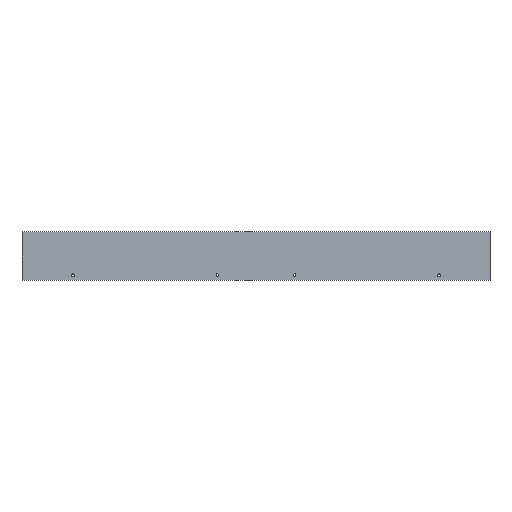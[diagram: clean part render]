
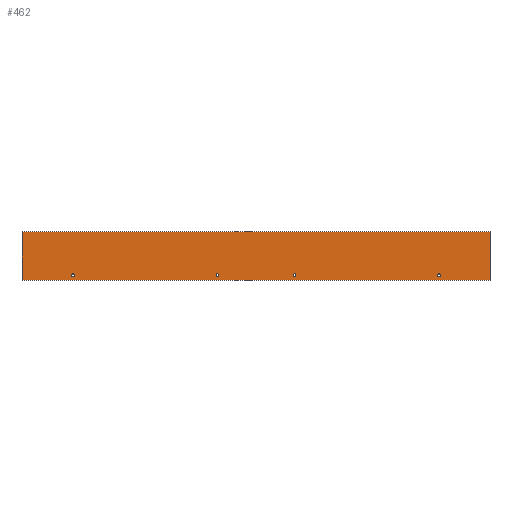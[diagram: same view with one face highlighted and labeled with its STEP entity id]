
A CAD part, top view. The second image highlights one B-rep face of the part: STEP entity #462.
In plain terms, the highlighted planar face has unit normal (0, 0, 1).
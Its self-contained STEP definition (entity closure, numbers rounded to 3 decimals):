
#1 = CARTESIAN_POINT ( 'NONE',  ( -191.5, -20., 3. ) ) ;
#2 = AXIS2_PLACEMENT_3D ( 'NONE', #172, #153, #146 ) ;
#10 = AXIS2_PLACEMENT_3D ( 'NONE', #322, #198, #316 ) ;
#16 = CIRCLE ( 'NONE', #367, 1.5 ) ;
#20 = CARTESIAN_POINT ( 'NONE',  ( 188.5, -20., 3. ) ) ;
#27 = CARTESIAN_POINT ( 'NONE',  ( -243., -25., 3. ) ) ;
#31 = VERTEX_POINT ( 'NONE', #1 ) ;
#33 = AXIS2_PLACEMENT_3D ( 'NONE', #209, #253, #260 ) ;
#36 = DIRECTION ( 'NONE',  ( 0., 0., 1. ) ) ;
#43 = VERTEX_POINT ( 'NONE', #274 ) ;
#51 = LINE ( 'NONE', #81, #291 ) ;
#60 = VERTEX_POINT ( 'NONE', #20 ) ;
#70 = CARTESIAN_POINT ( 'NONE',  ( 243., -25., 3. ) ) ;
#71 = DIRECTION ( 'NONE',  ( 0., 0., 1. ) ) ;
#75 = VERTEX_POINT ( 'NONE', #114 ) ;
#77 = CARTESIAN_POINT ( 'NONE',  ( -38.5, -20., 3. ) ) ;
#81 = CARTESIAN_POINT ( 'NONE',  ( 243., -25., 3. ) ) ;
#89 = DIRECTION ( 'NONE',  ( 0., 0., 1. ) ) ;
#93 = FACE_OUTER_BOUND ( 'NONE', #200, .T. ) ;
#94 = CIRCLE ( 'NONE', #2, 1.5 ) ;
#110 = CARTESIAN_POINT ( 'NONE',  ( -190., -20., 3. ) ) ;
#114 = CARTESIAN_POINT ( 'NONE',  ( 41.5, -20., 3. ) ) ;
#117 = VERTEX_POINT ( 'NONE', #240 ) ;
#137 = VERTEX_POINT ( 'NONE', #149 ) ;
#139 = CARTESIAN_POINT ( 'NONE',  ( -40., -20., 3. ) ) ;
#140 = AXIS2_PLACEMENT_3D ( 'NONE', #213, #418, #411 ) ;
#146 = DIRECTION ( 'NONE',  ( 1., 0., 0. ) ) ;
#147 = DIRECTION ( 'NONE',  ( 1., 0., 0. ) ) ;
#149 = CARTESIAN_POINT ( 'NONE',  ( -188.5, -20., 3. ) ) ;
#153 = DIRECTION ( 'NONE',  ( 0., 0., 1. ) ) ;
#154 = DIRECTION ( 'NONE',  ( 0., -1., 0. ) ) ;
#156 = ORIENTED_EDGE ( 'NONE', *, *, #279, .F. ) ;
#157 = ORIENTED_EDGE ( 'NONE', *, *, #346, .F. ) ;
#160 = EDGE_LOOP ( 'NONE', ( #403, #412 ) ) ;
#168 = CIRCLE ( 'NONE', #33, 1.5 ) ;
#172 = CARTESIAN_POINT ( 'NONE',  ( 190., -20., 3. ) ) ;
#182 = CARTESIAN_POINT ( 'NONE',  ( 40., -20., 3. ) ) ;
#185 = CIRCLE ( 'NONE', #466, 1.5 ) ;
#192 = DIRECTION ( 'NONE',  ( 1., 0., 0. ) ) ;
#198 = DIRECTION ( 'NONE',  ( 0., 0., 1. ) ) ;
#200 = EDGE_LOOP ( 'NONE', ( #413, #366, #373, #374 ) ) ;
#202 = FACE_BOUND ( 'NONE', #342, .T. ) ;
#208 = LINE ( 'NONE', #247, #215 ) ;
#209 = CARTESIAN_POINT ( 'NONE',  ( 40., -20., 3. ) ) ;
#213 = CARTESIAN_POINT ( 'NONE',  ( 0., 0., 3. ) ) ;
#215 = VECTOR ( 'NONE', #490, 1000. ) ;
#219 = CARTESIAN_POINT ( 'NONE',  ( -243., -25., 3. ) ) ;
#223 = CIRCLE ( 'NONE', #317, 1.5 ) ;
#226 = VERTEX_POINT ( 'NONE', #245 ) ;
#230 = LINE ( 'NONE', #360, #321 ) ;
#235 = VERTEX_POINT ( 'NONE', #27 ) ;
#240 = CARTESIAN_POINT ( 'NONE',  ( -243., 25., 3. ) ) ;
#244 = DIRECTION ( 'NONE',  ( 1., 0., 0. ) ) ;
#245 = CARTESIAN_POINT ( 'NONE',  ( 243., 25., 3. ) ) ;
#246 = EDGE_CURVE ( 'NONE', #235, #488, #51, .T. ) ;
#247 = CARTESIAN_POINT ( 'NONE',  ( 243., -25., 3. ) ) ;
#253 = DIRECTION ( 'NONE',  ( 0., 0., 1. ) ) ;
#260 = DIRECTION ( 'NONE',  ( 1., 0., 0. ) ) ;
#269 = AXIS2_PLACEMENT_3D ( 'NONE', #139, #353, #435 ) ;
#274 = CARTESIAN_POINT ( 'NONE',  ( 38.5, -20., 3. ) ) ;
#277 = CARTESIAN_POINT ( 'NONE',  ( 190., -20., 3. ) ) ;
#279 = EDGE_CURVE ( 'NONE', #43, #75, #168, .T. ) ;
#281 = FACE_BOUND ( 'NONE', #414, .T. ) ;
#285 = DIRECTION ( 'NONE',  ( 1., 0., 0. ) ) ;
#288 = FACE_BOUND ( 'NONE', #407, .T. ) ;
#291 = VECTOR ( 'NONE', #147, 1000. ) ;
#297 = CIRCLE ( 'NONE', #269, 1.5 ) ;
#298 = EDGE_CURVE ( 'NONE', #409, #60, #94, .T. ) ;
#301 = CARTESIAN_POINT ( 'NONE',  ( -40., -20., 3. ) ) ;
#302 = EDGE_CURVE ( 'NONE', #457, #494, #185, .T. ) ;
#309 = CIRCLE ( 'NONE', #484, 1.5 ) ;
#312 = EDGE_CURVE ( 'NONE', #226, #117, #230, .T. ) ;
#316 = DIRECTION ( 'NONE',  ( 1., 0., 0. ) ) ;
#317 = AXIS2_PLACEMENT_3D ( 'NONE', #277, #465, #285 ) ;
#318 = DIRECTION ( 'NONE',  ( 1., 0., 0. ) ) ;
#321 = VECTOR ( 'NONE', #474, 1000. ) ;
#322 = CARTESIAN_POINT ( 'NONE',  ( -190., -20., 3. ) ) ;
#323 = EDGE_CURVE ( 'NONE', #31, #137, #397, .T. ) ;
#342 = EDGE_LOOP ( 'NONE', ( #479, #467 ) ) ;
#346 = EDGE_CURVE ( 'NONE', #75, #43, #309, .T. ) ;
#353 = DIRECTION ( 'NONE',  ( 0., 0., 1. ) ) ;
#360 = CARTESIAN_POINT ( 'NONE',  ( 243., 25., 3. ) ) ;
#362 = EDGE_CURVE ( 'NONE', #137, #31, #16, .T. ) ;
#365 = EDGE_CURVE ( 'NONE', #117, #235, #410, .T. ) ;
#366 = ORIENTED_EDGE ( 'NONE', *, *, #246, .T. ) ;
#367 = AXIS2_PLACEMENT_3D ( 'NONE', #110, #36, #244 ) ;
#372 = EDGE_CURVE ( 'NONE', #60, #409, #223, .T. ) ;
#373 = ORIENTED_EDGE ( 'NONE', *, *, #376, .T. ) ;
#374 = ORIENTED_EDGE ( 'NONE', *, *, #312, .T. ) ;
#376 = EDGE_CURVE ( 'NONE', #488, #226, #208, .T. ) ;
#379 = ORIENTED_EDGE ( 'NONE', *, *, #302, .F. ) ;
#381 = EDGE_CURVE ( 'NONE', #494, #457, #297, .T. ) ;
#384 = FACE_BOUND ( 'NONE', #160, .T. ) ;
#397 = CIRCLE ( 'NONE', #10, 1.5 ) ;
#403 = ORIENTED_EDGE ( 'NONE', *, *, #323, .F. ) ;
#405 = PLANE ( 'NONE',  #140 ) ;
#406 = VECTOR ( 'NONE', #154, 1000. ) ;
#407 = EDGE_LOOP ( 'NONE', ( #379, #428 ) ) ;
#409 = VERTEX_POINT ( 'NONE', #477 ) ;
#410 = LINE ( 'NONE', #219, #406 ) ;
#411 = DIRECTION ( 'NONE',  ( 1., 0., 0. ) ) ;
#412 = ORIENTED_EDGE ( 'NONE', *, *, #362, .F. ) ;
#413 = ORIENTED_EDGE ( 'NONE', *, *, #365, .T. ) ;
#414 = EDGE_LOOP ( 'NONE', ( #156, #157 ) ) ;
#418 = DIRECTION ( 'NONE',  ( 0., 0., 1. ) ) ;
#428 = ORIENTED_EDGE ( 'NONE', *, *, #381, .F. ) ;
#435 = DIRECTION ( 'NONE',  ( 1., 0., 0. ) ) ;
#457 = VERTEX_POINT ( 'NONE', #460 ) ;
#460 = CARTESIAN_POINT ( 'NONE',  ( -41.5, -20., 3. ) ) ;
#462 = ADVANCED_FACE ( 'NONE', ( #281, #384, #93, #288, #202 ), #405, .T. ) ;
#465 = DIRECTION ( 'NONE',  ( 0., 0., 1. ) ) ;
#466 = AXIS2_PLACEMENT_3D ( 'NONE', #301, #71, #318 ) ;
#467 = ORIENTED_EDGE ( 'NONE', *, *, #298, .F. ) ;
#474 = DIRECTION ( 'NONE',  ( -1., 0., 0. ) ) ;
#477 = CARTESIAN_POINT ( 'NONE',  ( 191.5, -20., 3. ) ) ;
#479 = ORIENTED_EDGE ( 'NONE', *, *, #372, .F. ) ;
#484 = AXIS2_PLACEMENT_3D ( 'NONE', #182, #89, #192 ) ;
#488 = VERTEX_POINT ( 'NONE', #70 ) ;
#490 = DIRECTION ( 'NONE',  ( 0., 1., 0. ) ) ;
#494 = VERTEX_POINT ( 'NONE', #77 ) ;
